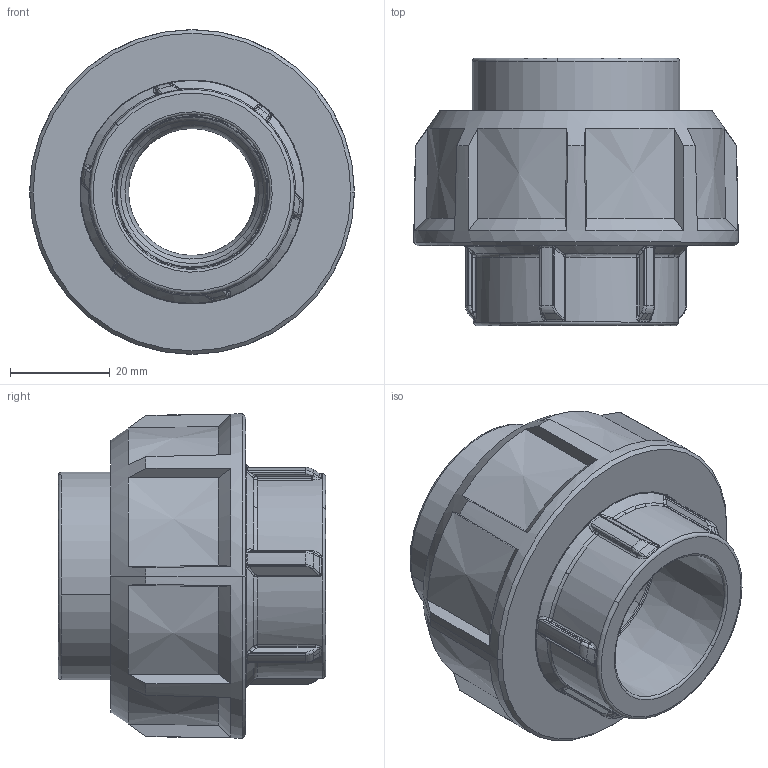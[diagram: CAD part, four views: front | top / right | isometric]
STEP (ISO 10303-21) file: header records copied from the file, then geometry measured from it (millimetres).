
FILE_DESCRIPTION(('STEP AP214'),'1');
FILE_NAME('bigm032f.stp','2018-02-12T13:56:20',('TraceParts'),('TraceParts S.A.'),'Spatial InterOp 3D',' ',' ');
FILE_SCHEMA(('automotive_design'));
Length unit declared in the file: millimetre
Products named in the file (3): bigm032f_1; bigm032f_2; bigm032f_3
Bounding box: 64.98 x 53.5 x 64.98 mm (x, y, z)
Volume: 77373.3 mm3; surface area: 29736 mm2
Topology: 3 solids, 3 shells, 320 faces, 792 edges, 484 vertices
Faces by surface type: bspline 88, cylinder 77, torus 66, cone 48, plane 41
Entity records: 14062 total; most frequent: CARTESIAN_POINT 4297, ORIENTED_EDGE 1584, DIRECTION 1432, EDGE_CURVE 792, AXIS2_PLACEMENT_3D 657, VERTEX_POINT 484, CIRCLE 422, EDGE_LOOP 332
